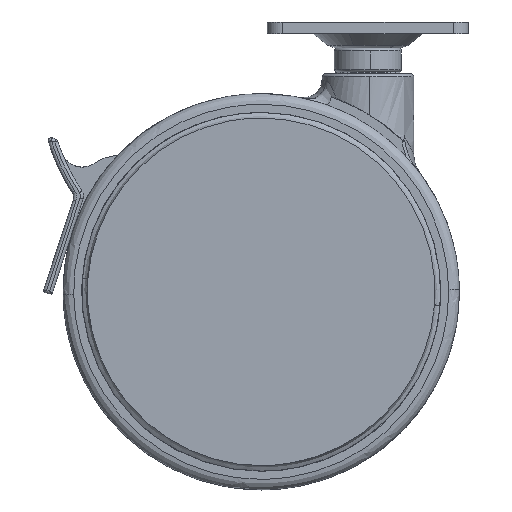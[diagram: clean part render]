
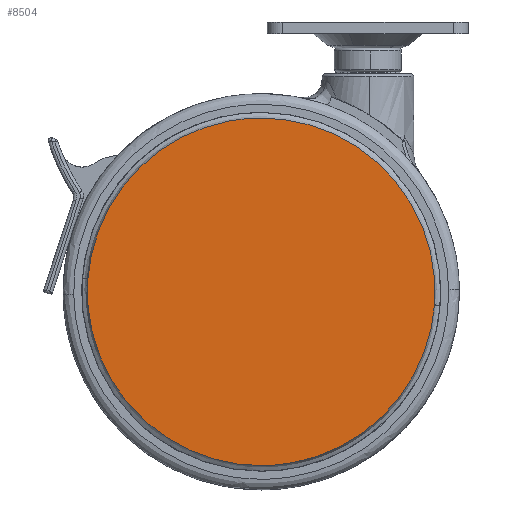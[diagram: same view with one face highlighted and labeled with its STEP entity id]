
A CAD part, front view. The second image highlights one B-rep face of the part: STEP entity #8504.
In plain terms, the highlighted free-form (B-spline) face has degree [1, 1] with [2, 2] control points.
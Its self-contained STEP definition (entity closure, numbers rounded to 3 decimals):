
#8433=CARTESIAN_POINT('',(-97.681,-25.0,-8.806));
#8434=CARTESIAN_POINT('',(-97.681,-25.0,-134.194));
#8435=CARTESIAN_POINT('',(27.681,-25.0,-8.806));
#8436=CARTESIAN_POINT('',(27.681,-25.0,-134.194));
#8437=B_SPLINE_SURFACE_WITH_KNOTS('',1,1,((#8433,#8435),(#8434,#8436)),.UNSPECIFIED.,.F.,.F.,.U.,(2,2),(2,2),(0.0,125.389),(0.0,125.362),.UNSPECIFIED.);
#8438=CARTESIAN_POINT('',(-91.838,-25.,-67.206));
#8439=VERTEX_POINT('',#8438);
#8440=CARTESIAN_POINT('',(-35.0,-25.,-14.5));
#8441=VERTEX_POINT('',#8440);
#8442=CARTESIAN_POINT('',(-91.838,-25.,-67.206));
#8443=CARTESIAN_POINT('',(-87.857,-25.,-14.5));
#8444=CARTESIAN_POINT('',(-35.0,-25.,-14.5));
#8452=(BOUNDED_CURVE()B_SPLINE_CURVE(2,(#8442,#8443,#8444),.UNSPECIFIED.,.F.,.U.)B_SPLINE_CURVE_WITH_KNOTS((3,3),(0.763,1.0),.UNSPECIFIED.)CURVE()GEOMETRIC_REPRESENTATION_ITEM()RATIONAL_B_SPLINE_CURVE((0.971,0.722,1.0))REPRESENTATION_ITEM(''));
#8453=EDGE_CURVE('',#8439,#8441,#8452,.T.);
#8454=ORIENTED_EDGE('',*,*,#8453,.F.);
#8455=CARTESIAN_POINT('',(-35.0,-25.0,-128.5));
#8456=VERTEX_POINT('',#8455);
#8457=CARTESIAN_POINT('',(-35.0,-25.0,-128.5));
#8458=CARTESIAN_POINT('',(-92.,-25.,-128.5));
#8459=CARTESIAN_POINT('',(-92.,-25.,-71.5));
#8460=CARTESIAN_POINT('',(-92.,-25.,-69.35));
#8461=CARTESIAN_POINT('',(-91.838,-25.,-67.206));
#8469=(BOUNDED_CURVE()B_SPLINE_CURVE(2,(#8457,#8458,#8459,#8460,#8461),.UNSPECIFIED.,.F.,.U.)B_SPLINE_CURVE_WITH_KNOTS((3,2,3),(0.5,0.75,0.763),.UNSPECIFIED.)CURVE()GEOMETRIC_REPRESENTATION_ITEM()RATIONAL_B_SPLINE_CURVE((1.0,0.707,1.0,0.985,0.971))REPRESENTATION_ITEM(''));
#8470=EDGE_CURVE('',#8456,#8439,#8469,.T.);
#8471=ORIENTED_EDGE('',*,*,#8470,.F.);
#8472=CARTESIAN_POINT('',(21.838,-25.,-75.794));
#8473=VERTEX_POINT('',#8472);
#8474=CARTESIAN_POINT('',(21.838,-25.,-75.794));
#8475=CARTESIAN_POINT('',(17.857,-25.,-128.5));
#8476=CARTESIAN_POINT('',(-35.0,-25.0,-128.5));
#8484=(BOUNDED_CURVE()B_SPLINE_CURVE(2,(#8474,#8475,#8476),.UNSPECIFIED.,.F.,.U.)B_SPLINE_CURVE_WITH_KNOTS((3,3),(0.263,0.5),.UNSPECIFIED.)CURVE()GEOMETRIC_REPRESENTATION_ITEM()RATIONAL_B_SPLINE_CURVE((0.971,0.722,1.0))REPRESENTATION_ITEM(''));
#8485=EDGE_CURVE('',#8473,#8456,#8484,.T.);
#8486=ORIENTED_EDGE('',*,*,#8485,.F.);
#8487=CARTESIAN_POINT('',(-35.0,-25.,-14.5));
#8488=CARTESIAN_POINT('',(22.,-25.,-14.5));
#8489=CARTESIAN_POINT('',(22.,-25.,-71.5));
#8490=CARTESIAN_POINT('',(22.,-25.,-73.65));
#8491=CARTESIAN_POINT('',(21.838,-25.,-75.794));
#8499=(BOUNDED_CURVE()B_SPLINE_CURVE(2,(#8487,#8488,#8489,#8490,#8491),.UNSPECIFIED.,.F.,.U.)B_SPLINE_CURVE_WITH_KNOTS((3,2,3),(0.0,0.25,0.263),.UNSPECIFIED.)CURVE()GEOMETRIC_REPRESENTATION_ITEM()RATIONAL_B_SPLINE_CURVE((1.0,0.707,1.0,0.985,0.971))REPRESENTATION_ITEM(''));
#8500=EDGE_CURVE('',#8441,#8473,#8499,.T.);
#8501=ORIENTED_EDGE('',*,*,#8500,.F.);
#8502=EDGE_LOOP('',(#8454,#8471,#8486,#8501));
#8503=FACE_OUTER_BOUND('',#8502,.T.);
#8504=ADVANCED_FACE('',(#8503),#8437,.T.);
